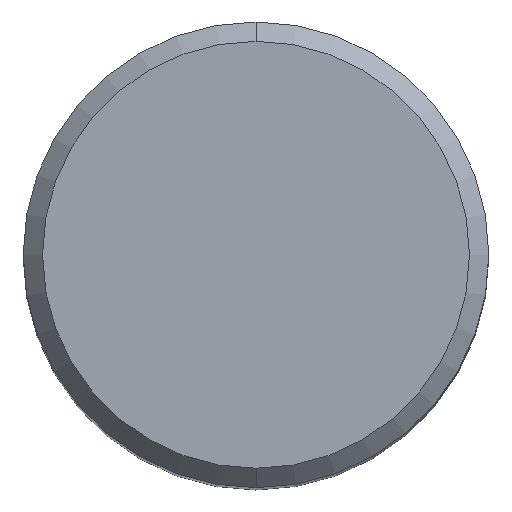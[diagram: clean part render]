
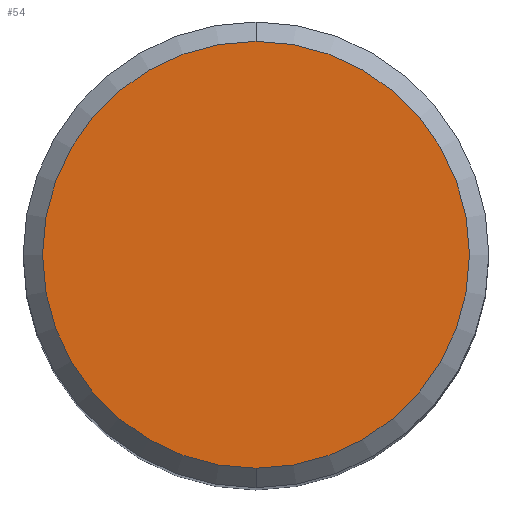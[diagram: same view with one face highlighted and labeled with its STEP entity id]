
A CAD part, top view. The second image highlights one B-rep face of the part: STEP entity #54.
In plain terms, the highlighted planar face has unit normal (0, 0, 1).
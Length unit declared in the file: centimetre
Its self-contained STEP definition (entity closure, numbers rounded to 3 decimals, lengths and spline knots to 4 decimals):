
#3 = EDGE_LOOP ( 'NONE', ( #185, #128 ) ) ;
#18 = AXIS2_PLACEMENT_3D ( 'NONE', #83, #94, #370 ) ;
#36 = CIRCLE ( 'NONE', #86, 1.7462 ) ;
#42 = VERTEX_POINT ( 'NONE', #230 ) ;
#54 = ADVANCED_FACE ( 'NONE', ( #198 ), #229, .T. ) ;
#66 = AXIS2_PLACEMENT_3D ( 'NONE', #354, #109, #226 ) ;
#83 = CARTESIAN_POINT ( 'NONE',  ( -18.4015, 4.445, 33.2606 ) ) ;
#86 = AXIS2_PLACEMENT_3D ( 'NONE', #152, #277, #270 ) ;
#94 = DIRECTION ( 'NONE',  ( 0., 0., 1. ) ) ;
#103 = EDGE_CURVE ( 'NONE', #42, #132, #396, .T. ) ;
#109 = DIRECTION ( 'NONE',  ( 0., 0., 1. ) ) ;
#128 = ORIENTED_EDGE ( 'NONE', *, *, #103, .T. ) ;
#132 = VERTEX_POINT ( 'NONE', #168 ) ;
#152 = CARTESIAN_POINT ( 'NONE',  ( -18.4015, 4.445, 33.2606 ) ) ;
#168 = CARTESIAN_POINT ( 'NONE',  ( -20.1477, 4.445, 33.2606 ) ) ;
#185 = ORIENTED_EDGE ( 'NONE', *, *, #356, .T. ) ;
#198 = FACE_OUTER_BOUND ( 'NONE', #3, .T. ) ;
#226 = DIRECTION ( 'NONE',  ( 1., 0., 0. ) ) ;
#229 = PLANE ( 'NONE',  #66 ) ;
#230 = CARTESIAN_POINT ( 'NONE',  ( -16.6552, 4.445, 33.2606 ) ) ;
#270 = DIRECTION ( 'NONE',  ( 1., 0., 0. ) ) ;
#277 = DIRECTION ( 'NONE',  ( 0., 0., 1. ) ) ;
#354 = CARTESIAN_POINT ( 'NONE',  ( -18.4015, 4.445, 33.2606 ) ) ;
#356 = EDGE_CURVE ( 'NONE', #132, #42, #36, .T. ) ;
#370 = DIRECTION ( 'NONE',  ( 1., 0., 0. ) ) ;
#396 = CIRCLE ( 'NONE', #18, 1.7462 ) ;
